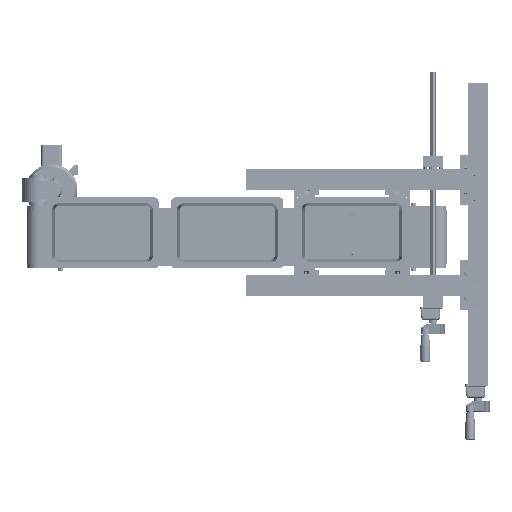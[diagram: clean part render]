
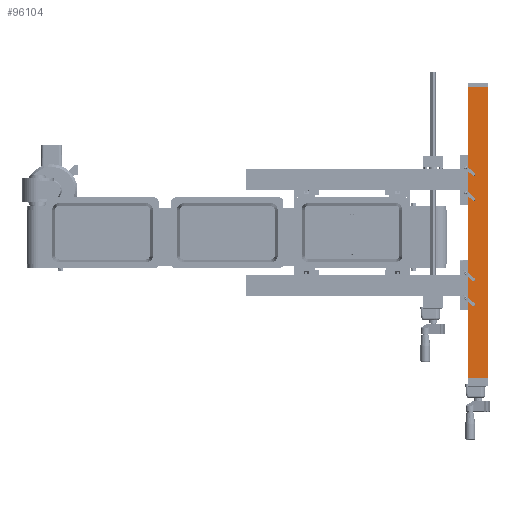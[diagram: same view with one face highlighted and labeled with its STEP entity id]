
A CAD part, top view. The second image highlights one B-rep face of the part: STEP entity #96104.
In plain terms, the highlighted face is planar.
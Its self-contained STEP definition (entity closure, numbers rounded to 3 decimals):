
#1648=LINE('',#126085,#8704);
#1764=LINE('',#126326,#8820);
#1765=LINE('',#126328,#8821);
#1766=LINE('',#126330,#8822);
#8704=VECTOR('',#106564,1000.);
#8820=VECTOR('',#106768,1000.);
#8821=VECTOR('',#106771,1000.);
#8822=VECTOR('',#106772,1000.);
#15795=PLANE('',#100330);
#19518=ORIENTED_EDGE('',*,*,#39834,.T.);
#19519=ORIENTED_EDGE('',*,*,#39835,.F.);
#19520=ORIENTED_EDGE('',*,*,#39714,.F.);
#19521=ORIENTED_EDGE('',*,*,#39833,.T.);
#39714=EDGE_CURVE('',#49926,#49927,#1648,.T.);
#39833=EDGE_CURVE('',#49926,#50007,#1764,.T.);
#39834=EDGE_CURVE('',#50007,#50008,#1765,.T.);
#39835=EDGE_CURVE('',#49927,#50008,#1766,.T.);
#49926=VERTEX_POINT('',#126084);
#49927=VERTEX_POINT('',#126086);
#50007=VERTEX_POINT('',#126325);
#50008=VERTEX_POINT('',#126329);
#58973=EDGE_LOOP('',(#19518,#19519,#19520,#19521));
#64104=FACE_BOUND('',#58973,.T.);
#96104=ADVANCED_FACE('',(#64104),#15795,.F.);
#100330=AXIS2_PLACEMENT_3D('',#126327,#106769,#106770);
#106564=DIRECTION('',(0.,0.,-1.));
#106768=DIRECTION('',(0.,-1.,0.));
#106769=DIRECTION('',(-1.,0.,0.));
#106770=DIRECTION('',(0.,0.,1.));
#106771=DIRECTION('',(0.,0.,-1.));
#106772=DIRECTION('',(0.,-1.,0.));
#126084=CARTESIAN_POINT('',(25.,500.,25.));
#126085=CARTESIAN_POINT('',(25.,500.,25.));
#126086=CARTESIAN_POINT('',(25.,500.,-25.));
#126325=CARTESIAN_POINT('',(25.,-200.,25.));
#126326=CARTESIAN_POINT('',(25.,100.,25.));
#126327=CARTESIAN_POINT('',(25.,100.,25.));
#126328=CARTESIAN_POINT('',(25.,-200.,25.));
#126329=CARTESIAN_POINT('',(25.,-200.,-25.));
#126330=CARTESIAN_POINT('',(25.,100.,-25.));
